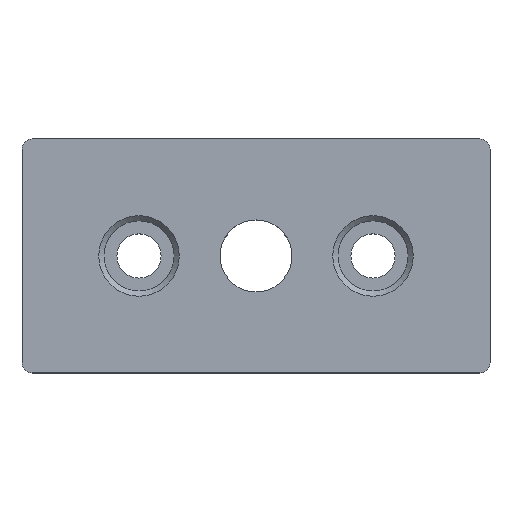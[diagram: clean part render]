
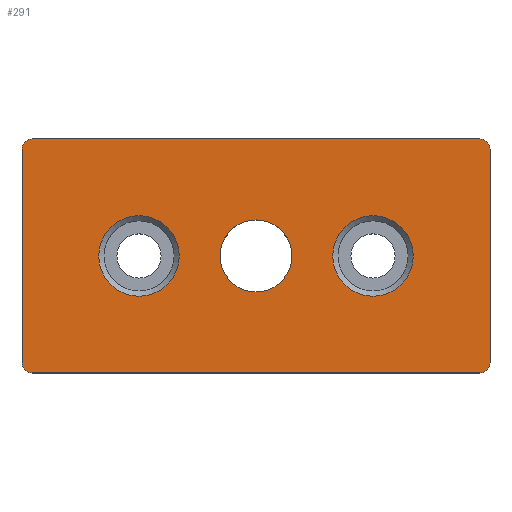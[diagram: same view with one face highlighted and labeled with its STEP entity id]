
A CAD part, top view. The second image highlights one B-rep face of the part: STEP entity #291.
In plain terms, the highlighted planar face has unit normal (0, 0, 1).
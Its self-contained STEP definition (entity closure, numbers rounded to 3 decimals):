
#24=LINE('',#457,#40);
#25=LINE('',#461,#41);
#26=LINE('',#465,#42);
#27=LINE('',#468,#43);
#40=VECTOR('',#362,41.);
#41=VECTOR('',#365,86.);
#42=VECTOR('',#368,41.);
#43=VECTOR('',#371,86.);
#56=PLANE('',#314);
#65=FACE_BOUND('',#101,.T.);
#66=FACE_BOUND('',#102,.T.);
#67=FACE_BOUND('',#103,.T.);
#80=FACE_OUTER_BOUND('',#100,.T.);
#100=EDGE_LOOP('',(#218,#219,#220,#221,#222,#223,#224,#225));
#101=EDGE_LOOP('',(#226));
#102=EDGE_LOOP('',(#227));
#103=EDGE_LOOP('',(#228));
#133=CIRCLE('',#313,7.75);
#134=CIRCLE('',#315,2.);
#135=CIRCLE('',#316,2.);
#136=CIRCLE('',#317,2.);
#137=CIRCLE('',#318,2.);
#138=CIRCLE('',#319,7.75);
#139=CIRCLE('',#320,6.918);
#153=VERTEX_POINT('',#450);
#154=VERTEX_POINT('',#453);
#155=VERTEX_POINT('',#454);
#156=VERTEX_POINT('',#456);
#157=VERTEX_POINT('',#458);
#158=VERTEX_POINT('',#460);
#159=VERTEX_POINT('',#462);
#160=VERTEX_POINT('',#464);
#161=VERTEX_POINT('',#466);
#162=VERTEX_POINT('',#469);
#163=VERTEX_POINT('',#471);
#181=EDGE_CURVE('',#153,#153,#133,.T.);
#182=EDGE_CURVE('',#154,#155,#134,.T.);
#183=EDGE_CURVE('',#156,#154,#24,.T.);
#184=EDGE_CURVE('',#157,#156,#135,.T.);
#185=EDGE_CURVE('',#158,#157,#25,.T.);
#186=EDGE_CURVE('',#159,#158,#136,.T.);
#187=EDGE_CURVE('',#160,#159,#26,.T.);
#188=EDGE_CURVE('',#161,#160,#137,.T.);
#189=EDGE_CURVE('',#155,#161,#27,.T.);
#190=EDGE_CURVE('',#162,#162,#138,.T.);
#191=EDGE_CURVE('',#163,#163,#139,.T.);
#218=ORIENTED_EDGE('',*,*,#182,.F.);
#219=ORIENTED_EDGE('',*,*,#183,.F.);
#220=ORIENTED_EDGE('',*,*,#184,.F.);
#221=ORIENTED_EDGE('',*,*,#185,.F.);
#222=ORIENTED_EDGE('',*,*,#186,.F.);
#223=ORIENTED_EDGE('',*,*,#187,.F.);
#224=ORIENTED_EDGE('',*,*,#188,.F.);
#225=ORIENTED_EDGE('',*,*,#189,.F.);
#226=ORIENTED_EDGE('',*,*,#190,.F.);
#227=ORIENTED_EDGE('',*,*,#191,.T.);
#228=ORIENTED_EDGE('',*,*,#181,.F.);
#291=ADVANCED_FACE('',(#80,#65,#66,#67),#56,.T.);
#313=AXIS2_PLACEMENT_3D('',#451,#356,#357);
#314=AXIS2_PLACEMENT_3D('',#452,#358,#359);
#315=AXIS2_PLACEMENT_3D('',#455,#360,#361);
#316=AXIS2_PLACEMENT_3D('',#459,#363,#364);
#317=AXIS2_PLACEMENT_3D('',#463,#366,#367);
#318=AXIS2_PLACEMENT_3D('',#467,#369,#370);
#319=AXIS2_PLACEMENT_3D('',#470,#372,#373);
#320=AXIS2_PLACEMENT_3D('',#472,#374,#375);
#356=DIRECTION('center_axis',(0.,0.,1.));
#357=DIRECTION('ref_axis',(-1.,0.,0.));
#358=DIRECTION('center_axis',(0.,0.,1.));
#359=DIRECTION('ref_axis',(1.,0.,0.));
#360=DIRECTION('center_axis',(0.,0.,-1.));
#361=DIRECTION('ref_axis',(0.707,-0.707,0.));
#362=DIRECTION('',(0.,-1.,0.));
#363=DIRECTION('center_axis',(0.,0.,-1.));
#364=DIRECTION('ref_axis',(0.707,0.707,0.));
#365=DIRECTION('',(1.,0.,0.));
#366=DIRECTION('center_axis',(0.,0.,-1.));
#367=DIRECTION('ref_axis',(-0.707,0.707,0.));
#368=DIRECTION('',(0.,1.,0.));
#369=DIRECTION('center_axis',(0.,0.,-1.));
#370=DIRECTION('ref_axis',(-0.707,-0.707,0.));
#371=DIRECTION('',(-1.,0.,0.));
#372=DIRECTION('center_axis',(0.,0.,1.));
#373=DIRECTION('ref_axis',(-1.,0.,0.));
#374=DIRECTION('center_axis',(0.,0.,-1.));
#375=DIRECTION('ref_axis',(1.,0.,0.));
#450=CARTESIAN_POINT('',(59.032,13.068,15.));
#451=CARTESIAN_POINT('Origin',(51.282,13.068,15.));
#452=CARTESIAN_POINT('Origin',(28.782,13.068,15.));
#453=CARTESIAN_POINT('',(73.782,-7.432,15.));
#454=CARTESIAN_POINT('',(71.782,-9.432,15.));
#455=CARTESIAN_POINT('Origin',(71.782,-7.432,15.));
#456=CARTESIAN_POINT('',(73.782,33.568,15.));
#457=CARTESIAN_POINT('',(73.782,33.568,15.));
#458=CARTESIAN_POINT('',(71.782,35.568,15.));
#459=CARTESIAN_POINT('Origin',(71.782,33.568,15.));
#460=CARTESIAN_POINT('',(-14.218,35.568,15.));
#461=CARTESIAN_POINT('',(-14.218,35.568,15.));
#462=CARTESIAN_POINT('',(-16.218,33.568,15.));
#463=CARTESIAN_POINT('Origin',(-14.218,33.568,15.));
#464=CARTESIAN_POINT('',(-16.218,-7.432,15.));
#465=CARTESIAN_POINT('',(-16.218,-7.432,15.));
#466=CARTESIAN_POINT('',(-14.218,-9.432,15.));
#467=CARTESIAN_POINT('Origin',(-14.218,-7.432,15.));
#468=CARTESIAN_POINT('',(71.782,-9.432,15.));
#469=CARTESIAN_POINT('',(14.032,13.068,15.));
#470=CARTESIAN_POINT('Origin',(6.282,13.068,15.));
#471=CARTESIAN_POINT('',(35.7,13.068,15.));
#472=CARTESIAN_POINT('Origin',(28.782,13.068,15.));
